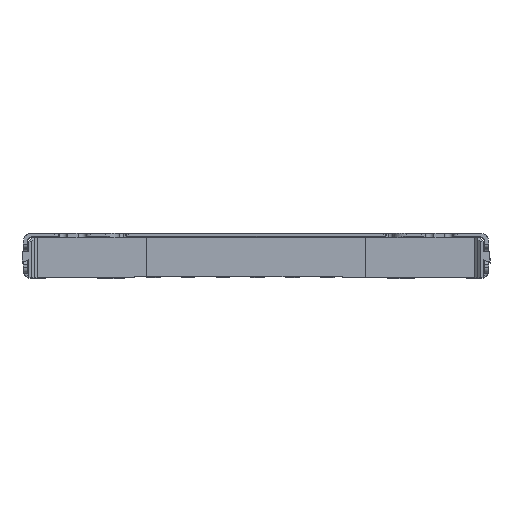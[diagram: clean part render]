
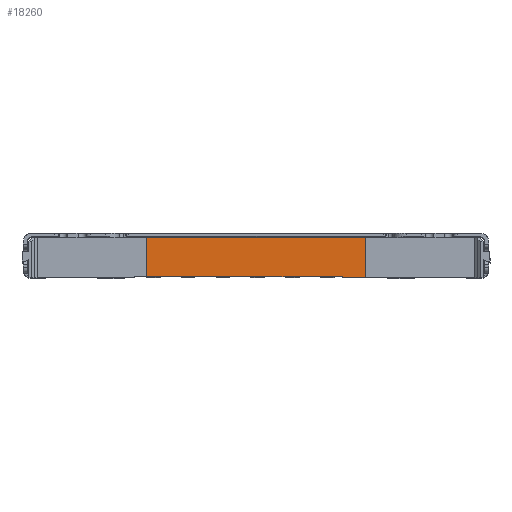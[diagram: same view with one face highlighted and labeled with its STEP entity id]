
A CAD part, left-side view. The second image highlights one B-rep face of the part: STEP entity #18260.
In plain terms, the highlighted free-form (B-spline) face has degree [1, 1] with [2, 2] control points.
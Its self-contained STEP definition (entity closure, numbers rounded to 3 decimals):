
#259 = B_SPLINE_CURVE_WITH_KNOTS ( 'NONE', 1,
 ( #7615, #18942 ),
 .UNSPECIFIED., .F., .F.,
 ( 2, 2 ),
 ( 0., 1. ),
 .UNSPECIFIED. ) ;
#704 = CARTESIAN_POINT ( 'NONE',  ( -19.4, 13.703, -1.59 ) ) ;
#1083 = VERTEX_POINT ( 'NONE', #3473 ) ;
#1266 = B_SPLINE_CURVE_WITH_KNOTS ( 'NONE', 1,
 ( #16975, #10427 ),
 .UNSPECIFIED., .F., .F.,
 ( 2, 2 ),
 ( 0., 1. ),
 .UNSPECIFIED. ) ;
#1355 = CARTESIAN_POINT ( 'NONE',  ( -19.4, 13.703, -1.59 ) ) ;
#1458 = CARTESIAN_POINT ( 'NONE',  ( -19.4, 13.703, -0.15 ) ) ;
#2298 = EDGE_CURVE ( 'NONE', #18656, #1083, #5356, .T. ) ;
#2337 = VERTEX_POINT ( 'NONE', #6658 ) ;
#3473 = CARTESIAN_POINT ( 'NONE',  ( -19.4, 5.703, -0.15 ) ) ;
#3963 = FACE_OUTER_BOUND ( 'NONE', #19509, .T. ) ;
#5356 = B_SPLINE_CURVE_WITH_KNOTS ( 'NONE', 1,
 ( #1458, #6109 ),
 .UNSPECIFIED., .F., .F.,
 ( 2, 2 ),
 ( 0., 1. ),
 .UNSPECIFIED. ) ;
#5469 = CARTESIAN_POINT ( 'NONE',  ( -19.4, 6.553, -1.62 ) ) ;
#6109 = CARTESIAN_POINT ( 'NONE',  ( -19.4, 5.703, -0.15 ) ) ;
#6178 = VERTEX_POINT ( 'NONE', #1355 ) ;
#6658 = CARTESIAN_POINT ( 'NONE',  ( -19.4, 5.703, -1.62 ) ) ;
#7426 = ORIENTED_EDGE ( 'NONE', *, *, #19276, .T. ) ;
#7615 = CARTESIAN_POINT ( 'NONE',  ( -19.4, 6.553, -1.59 ) ) ;
#8271 = ORIENTED_EDGE ( 'NONE', *, *, #18107, .T. ) ;
#8792 = CARTESIAN_POINT ( 'NONE',  ( -19.4, 13.703, -0.15 ) ) ;
#9046 = CARTESIAN_POINT ( 'NONE',  ( -19.4, 6.553, -1.62 ) ) ;
#9112 = CARTESIAN_POINT ( 'NONE',  ( -19.4, 5.703, -1.62 ) ) ;
#9616 = B_SPLINE_CURVE_WITH_KNOTS ( 'NONE', 1,
 ( #9872, #11698 ),
 .UNSPECIFIED., .F., .F.,
 ( 2, 2 ),
 ( 0., 1. ),
 .UNSPECIFIED. ) ;
#9769 = ORIENTED_EDGE ( 'NONE', *, *, #16537, .T. ) ;
#9872 = CARTESIAN_POINT ( 'NONE',  ( -19.4, 5.703, -0.15 ) ) ;
#10067 = CARTESIAN_POINT ( 'NONE',  ( -19.4, 13.703, -0.15 ) ) ;
#10390 = B_SPLINE_SURFACE_WITH_KNOTS ( 'NONE', 1, 1, ( 
 ( #15641, #10778 ),
 ( #11919, #8792 ) ),
 .UNSPECIFIED., .F., .F., .F.,
 ( 2, 2 ),
 ( 2, 2 ),
 ( 0., 1. ),
 ( 0., 1. ),
 .UNSPECIFIED. ) ;
#10427 = CARTESIAN_POINT ( 'NONE',  ( -19.4, 6.553, -1.59 ) ) ;
#10736 = ORIENTED_EDGE ( 'NONE', *, *, #12368, .T. ) ;
#10778 = CARTESIAN_POINT ( 'NONE',  ( -19.4, 5.703, -0.15 ) ) ;
#11698 = CARTESIAN_POINT ( 'NONE',  ( -19.4, 5.703, -1.62 ) ) ;
#11919 = CARTESIAN_POINT ( 'NONE',  ( -19.4, 13.703, -1.62 ) ) ;
#12368 = EDGE_CURVE ( 'NONE', #20604, #17041, #1266, .T. ) ;
#14589 = ORIENTED_EDGE ( 'NONE', *, *, #19168, .F. ) ;
#15641 = CARTESIAN_POINT ( 'NONE',  ( -19.4, 5.703, -1.62 ) ) ;
#16504 = B_SPLINE_CURVE_WITH_KNOTS ( 'NONE', 1,
 ( #20221, #704 ),
 .UNSPECIFIED., .F., .F.,
 ( 2, 2 ),
 ( 0., 1. ),
 .UNSPECIFIED. ) ;
#16537 = EDGE_CURVE ( 'NONE', #2337, #20604, #17916, .T. ) ;
#16567 = ORIENTED_EDGE ( 'NONE', *, *, #2298, .T. ) ;
#16975 = CARTESIAN_POINT ( 'NONE',  ( -19.4, 6.553, -1.62 ) ) ;
#17041 = VERTEX_POINT ( 'NONE', #20688 ) ;
#17916 = B_SPLINE_CURVE_WITH_KNOTS ( 'NONE', 1,
 ( #9112, #9046 ),
 .UNSPECIFIED., .F., .F.,
 ( 2, 2 ),
 ( 0., 1. ),
 .UNSPECIFIED. ) ;
#18107 = EDGE_CURVE ( 'NONE', #1083, #2337, #9616, .T. ) ;
#18260 = ADVANCED_FACE ( 'NONE', ( #3963 ), #10390, .T. ) ;
#18656 = VERTEX_POINT ( 'NONE', #10067 ) ;
#18942 = CARTESIAN_POINT ( 'NONE',  ( -19.4, 13.703, -1.59 ) ) ;
#19168 = EDGE_CURVE ( 'NONE', #18656, #6178, #16504, .T. ) ;
#19276 = EDGE_CURVE ( 'NONE', #17041, #6178, #259, .T. ) ;
#19509 = EDGE_LOOP ( 'NONE', ( #16567, #8271, #9769, #10736, #7426, #14589 ) ) ;
#20221 = CARTESIAN_POINT ( 'NONE',  ( -19.4, 13.703, -0.15 ) ) ;
#20604 = VERTEX_POINT ( 'NONE', #5469 ) ;
#20688 = CARTESIAN_POINT ( 'NONE',  ( -19.4, 6.553, -1.59 ) ) ;
